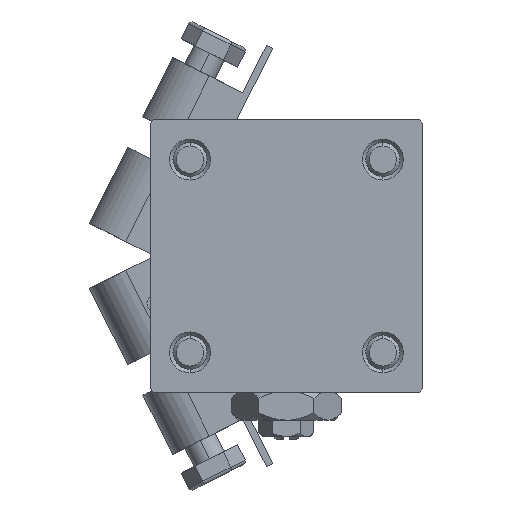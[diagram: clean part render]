
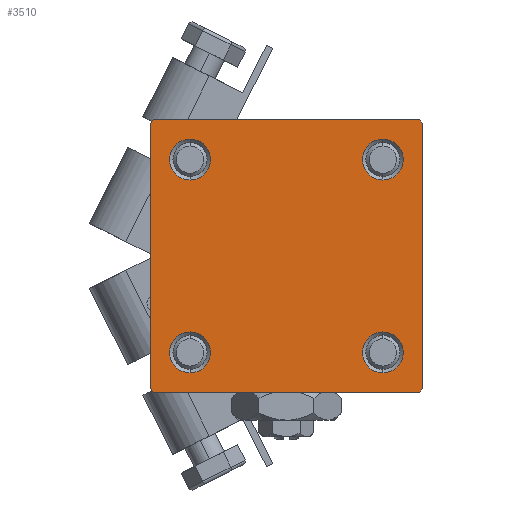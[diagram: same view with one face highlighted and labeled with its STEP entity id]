
A CAD part, left-side view. The second image highlights one B-rep face of the part: STEP entity #3510.
In plain terms, the highlighted planar face has unit normal (-1, 0, 0).
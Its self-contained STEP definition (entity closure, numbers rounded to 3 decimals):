
#42 = CARTESIAN_POINT ( 'NONE',  ( 0., 14.15, -14.15 ) ) ;
#160 = LINE ( 'NONE', #15912, #13680 ) ;
#296 = VERTEX_POINT ( 'NONE', #14005 ) ;
#303 = ORIENTED_EDGE ( 'NONE', *, *, #3088, .T. ) ;
#1546 = PLANE ( 'NONE',  #14008 ) ;
#2166 = EDGE_CURVE ( 'NONE', #9474, #14475, #39455, .T. ) ;
#2240 = CARTESIAN_POINT ( 'NONE',  ( 0., -19.5, 20. ) ) ;
#3088 = EDGE_CURVE ( 'NONE', #19214, #14817, #20840, .T. ) ;
#3376 = DIRECTION ( 'NONE',  ( 0., 0., -1. ) ) ;
#3510 = ADVANCED_FACE ( 'NONE', ( #49920, #33626, #50434, #5802, #13302 ), #1546, .T. ) ;
#3597 = ORIENTED_EDGE ( 'NONE', *, *, #46422, .T. ) ;
#4098 = VERTEX_POINT ( 'NONE', #24549 ) ;
#4153 = CARTESIAN_POINT ( 'NONE',  ( 0., 14.15, -11.15 ) ) ;
#4984 = CARTESIAN_POINT ( 'NONE',  ( 0., -14.15, -14.15 ) ) ;
#5291 = EDGE_CURVE ( 'NONE', #44647, #23108, #36041, .T. ) ;
#5352 = VERTEX_POINT ( 'NONE', #32373 ) ;
#5802 = FACE_BOUND ( 'NONE', #39550, .T. ) ;
#7531 = AXIS2_PLACEMENT_3D ( 'NONE', #42, #8043, #40906 ) ;
#7770 = DIRECTION ( 'NONE',  ( 0., 0., 1. ) ) ;
#7915 = AXIS2_PLACEMENT_3D ( 'NONE', #33094, #41897, #37631 ) ;
#8022 = DIRECTION ( 'NONE',  ( 1., 0., 0. ) ) ;
#8043 = DIRECTION ( 'NONE',  ( 1., 0., 0. ) ) ;
#8164 = DIRECTION ( 'NONE',  ( 0., 0.707, 0.707 ) ) ;
#9255 = EDGE_CURVE ( 'NONE', #4098, #11234, #24938, .T. ) ;
#9261 = EDGE_CURVE ( 'NONE', #52492, #29833, #31170, .T. ) ;
#9474 = VERTEX_POINT ( 'NONE', #4153 ) ;
#9635 = CARTESIAN_POINT ( 'NONE',  ( 0., -19.5, -20. ) ) ;
#10810 = ORIENTED_EDGE ( 'NONE', *, *, #41344, .T. ) ;
#11234 = VERTEX_POINT ( 'NONE', #47895 ) ;
#11251 = ORIENTED_EDGE ( 'NONE', *, *, #26097, .F. ) ;
#11770 = DIRECTION ( 'NONE',  ( 0., 0., 1. ) ) ;
#12285 = CARTESIAN_POINT ( 'NONE',  ( 0., 14.15, 14.15 ) ) ;
#12544 = DIRECTION ( 'NONE',  ( 1., 0., 0. ) ) ;
#12591 = LINE ( 'NONE', #52692, #16297 ) ;
#12812 = DIRECTION ( 'NONE',  ( 0., 0., 1. ) ) ;
#12836 = CARTESIAN_POINT ( 'NONE',  ( 0., -14.15, 14.15 ) ) ;
#13302 = FACE_OUTER_BOUND ( 'NONE', #35395, .T. ) ;
#13680 = VECTOR ( 'NONE', #41293, 1000. ) ;
#14005 = CARTESIAN_POINT ( 'NONE',  ( 0., -20., 19.5 ) ) ;
#14008 = AXIS2_PLACEMENT_3D ( 'NONE', #29620, #33360, #22104 ) ;
#14360 = CARTESIAN_POINT ( 'NONE',  ( 0., -14.15, -11.15 ) ) ;
#14475 = VERTEX_POINT ( 'NONE', #49553 ) ;
#14817 = VERTEX_POINT ( 'NONE', #17150 ) ;
#15912 = CARTESIAN_POINT ( 'NONE',  ( 0., -19.75, -19.75 ) ) ;
#16039 = DIRECTION ( 'NONE',  ( 0., 0.707, -0.707 ) ) ;
#16066 = DIRECTION ( 'NONE',  ( 0., -1., 0. ) ) ;
#16297 = VECTOR ( 'NONE', #16066, 1000. ) ;
#17081 = VECTOR ( 'NONE', #16039, 1000. ) ;
#17150 = CARTESIAN_POINT ( 'NONE',  ( 0., -14.15, 17.15 ) ) ;
#17855 = CARTESIAN_POINT ( 'NONE',  ( 0., 20., -19.5 ) ) ;
#17954 = ORIENTED_EDGE ( 'NONE', *, *, #42387, .T. ) ;
#18121 = AXIS2_PLACEMENT_3D ( 'NONE', #23820, #24615, #7770 ) ;
#19214 = VERTEX_POINT ( 'NONE', #51831 ) ;
#20534 = AXIS2_PLACEMENT_3D ( 'NONE', #23687, #39973, #52556 ) ;
#20840 = CIRCLE ( 'NONE', #44753, 3. ) ;
#21275 = CARTESIAN_POINT ( 'NONE',  ( 0., -20., 20. ) ) ;
#21769 = CARTESIAN_POINT ( 'NONE',  ( 0., -20., -19.5 ) ) ;
#22104 = DIRECTION ( 'NONE',  ( 0., 0., 1. ) ) ;
#22223 = CIRCLE ( 'NONE', #20534, 3. ) ;
#22231 = LINE ( 'NONE', #26510, #41631 ) ;
#22238 = VERTEX_POINT ( 'NONE', #9635 ) ;
#22654 = ORIENTED_EDGE ( 'NONE', *, *, #9261, .T. ) ;
#23108 = VERTEX_POINT ( 'NONE', #48806 ) ;
#23628 = VERTEX_POINT ( 'NONE', #39202 ) ;
#23687 = CARTESIAN_POINT ( 'NONE',  ( 0., -14.15, 14.15 ) ) ;
#23820 = CARTESIAN_POINT ( 'NONE',  ( 0., -14.15, -14.15 ) ) ;
#24068 = LINE ( 'NONE', #52668, #17081 ) ;
#24406 = ORIENTED_EDGE ( 'NONE', *, *, #5291, .T. ) ;
#24549 = CARTESIAN_POINT ( 'NONE',  ( 0., 14.15, 17.15 ) ) ;
#24615 = DIRECTION ( 'NONE',  ( 1., 0., 0. ) ) ;
#24938 = CIRCLE ( 'NONE', #48818, 3. ) ;
#25205 = ORIENTED_EDGE ( 'NONE', *, *, #43182, .T. ) ;
#25781 = VECTOR ( 'NONE', #34399, 1000. ) ;
#25827 = DIRECTION ( 'NONE',  ( 1., 0., 0. ) ) ;
#26097 = EDGE_CURVE ( 'NONE', #5352, #38628, #22231, .T. ) ;
#26213 = ORIENTED_EDGE ( 'NONE', *, *, #40839, .T. ) ;
#26510 = CARTESIAN_POINT ( 'NONE',  ( 0., 20., 20. ) ) ;
#29620 = CARTESIAN_POINT ( 'NONE',  ( 0., 0., 0. ) ) ;
#29833 = VERTEX_POINT ( 'NONE', #37094 ) ;
#30131 = DIRECTION ( 'NONE',  ( 0., 0., 1. ) ) ;
#31170 = LINE ( 'NONE', #46417, #25781 ) ;
#31246 = ORIENTED_EDGE ( 'NONE', *, *, #9255, .T. ) ;
#31447 = ORIENTED_EDGE ( 'NONE', *, *, #33761, .T. ) ;
#32373 = CARTESIAN_POINT ( 'NONE',  ( 0., 19.5, 20. ) ) ;
#32601 = EDGE_CURVE ( 'NONE', #296, #40501, #41579, .T. ) ;
#33094 = CARTESIAN_POINT ( 'NONE',  ( 0., 14.15, -14.15 ) ) ;
#33299 = CARTESIAN_POINT ( 'NONE',  ( 0., -19.75, 19.75 ) ) ;
#33360 = DIRECTION ( 'NONE',  ( -1., 0., 0. ) ) ;
#33626 = FACE_BOUND ( 'NONE', #35016, .T. ) ;
#33761 = EDGE_CURVE ( 'NONE', #14475, #9474, #51072, .T. ) ;
#34100 = EDGE_LOOP ( 'NONE', ( #41798, #31447 ) ) ;
#34399 = DIRECTION ( 'NONE',  ( 0., -0.707, -0.707 ) ) ;
#34437 = AXIS2_PLACEMENT_3D ( 'NONE', #4984, #25827, #38112 ) ;
#35016 = EDGE_LOOP ( 'NONE', ( #24406, #48797 ) ) ;
#35395 = EDGE_LOOP ( 'NONE', ( #10810, #22654, #25205, #51864, #35535, #50000, #11251, #26213 ) ) ;
#35535 = ORIENTED_EDGE ( 'NONE', *, *, #32601, .F. ) ;
#36041 = CIRCLE ( 'NONE', #18121, 3. ) ;
#37094 = CARTESIAN_POINT ( 'NONE',  ( 0., 19.5, -20. ) ) ;
#37631 = DIRECTION ( 'NONE',  ( 0., 0., 1. ) ) ;
#38112 = DIRECTION ( 'NONE',  ( 0., 0., 1. ) ) ;
#38628 = VERTEX_POINT ( 'NONE', #2240 ) ;
#38635 = CIRCLE ( 'NONE', #40284, 3. ) ;
#39202 = CARTESIAN_POINT ( 'NONE',  ( 0., 20., 19.5 ) ) ;
#39455 = CIRCLE ( 'NONE', #7915, 3. ) ;
#39550 = EDGE_LOOP ( 'NONE', ( #31246, #3597 ) ) ;
#39962 = LINE ( 'NONE', #47460, #50378 ) ;
#39973 = DIRECTION ( 'NONE',  ( 1., 0., 0. ) ) ;
#40284 = AXIS2_PLACEMENT_3D ( 'NONE', #12285, #12544, #12812 ) ;
#40501 = VERTEX_POINT ( 'NONE', #21769 ) ;
#40839 = EDGE_CURVE ( 'NONE', #5352, #23628, #24068, .T. ) ;
#40906 = DIRECTION ( 'NONE',  ( 0., 0., 1. ) ) ;
#41293 = DIRECTION ( 'NONE',  ( 0., -0.707, 0.707 ) ) ;
#41344 = EDGE_CURVE ( 'NONE', #23628, #52492, #39962, .T. ) ;
#41423 = EDGE_CURVE ( 'NONE', #22238, #40501, #160, .T. ) ;
#41579 = LINE ( 'NONE', #21275, #50199 ) ;
#41631 = VECTOR ( 'NONE', #45768, 1000. ) ;
#41798 = ORIENTED_EDGE ( 'NONE', *, *, #2166, .T. ) ;
#41897 = DIRECTION ( 'NONE',  ( 1., 0., 0. ) ) ;
#42387 = EDGE_CURVE ( 'NONE', #14817, #19214, #22223, .T. ) ;
#42670 = DIRECTION ( 'NONE',  ( 1., 0., 0. ) ) ;
#43182 = EDGE_CURVE ( 'NONE', #29833, #22238, #12591, .T. ) ;
#43795 = CIRCLE ( 'NONE', #34437, 3. ) ;
#44523 = VECTOR ( 'NONE', #8164, 1000. ) ;
#44647 = VERTEX_POINT ( 'NONE', #14360 ) ;
#44753 = AXIS2_PLACEMENT_3D ( 'NONE', #12836, #8022, #11770 ) ;
#45585 = LINE ( 'NONE', #33299, #44523 ) ;
#45768 = DIRECTION ( 'NONE',  ( 0., -1., 0. ) ) ;
#46417 = CARTESIAN_POINT ( 'NONE',  ( 0., 19.75, -19.75 ) ) ;
#46422 = EDGE_CURVE ( 'NONE', #11234, #4098, #38635, .T. ) ;
#47460 = CARTESIAN_POINT ( 'NONE',  ( 0., 20., 20. ) ) ;
#47895 = CARTESIAN_POINT ( 'NONE',  ( 0., 14.15, 11.15 ) ) ;
#48452 = EDGE_LOOP ( 'NONE', ( #17954, #303 ) ) ;
#48760 = EDGE_CURVE ( 'NONE', #296, #38628, #45585, .T. ) ;
#48797 = ORIENTED_EDGE ( 'NONE', *, *, #52163, .T. ) ;
#48806 = CARTESIAN_POINT ( 'NONE',  ( 0., -14.15, -17.15 ) ) ;
#48818 = AXIS2_PLACEMENT_3D ( 'NONE', #50689, #42670, #30131 ) ;
#49553 = CARTESIAN_POINT ( 'NONE',  ( 0., 14.15, -17.15 ) ) ;
#49875 = DIRECTION ( 'NONE',  ( 0., 0., -1. ) ) ;
#49920 = FACE_BOUND ( 'NONE', #48452, .T. ) ;
#50000 = ORIENTED_EDGE ( 'NONE', *, *, #48760, .T. ) ;
#50199 = VECTOR ( 'NONE', #49875, 1000. ) ;
#50378 = VECTOR ( 'NONE', #3376, 1000. ) ;
#50434 = FACE_BOUND ( 'NONE', #34100, .T. ) ;
#50689 = CARTESIAN_POINT ( 'NONE',  ( 0., 14.15, 14.15 ) ) ;
#51072 = CIRCLE ( 'NONE', #7531, 3. ) ;
#51831 = CARTESIAN_POINT ( 'NONE',  ( 0., -14.15, 11.15 ) ) ;
#51864 = ORIENTED_EDGE ( 'NONE', *, *, #41423, .T. ) ;
#52163 = EDGE_CURVE ( 'NONE', #23108, #44647, #43795, .T. ) ;
#52492 = VERTEX_POINT ( 'NONE', #17855 ) ;
#52556 = DIRECTION ( 'NONE',  ( 0., 0., 1. ) ) ;
#52668 = CARTESIAN_POINT ( 'NONE',  ( 0., 19.75, 19.75 ) ) ;
#52692 = CARTESIAN_POINT ( 'NONE',  ( 0., 20., -20. ) ) ;
